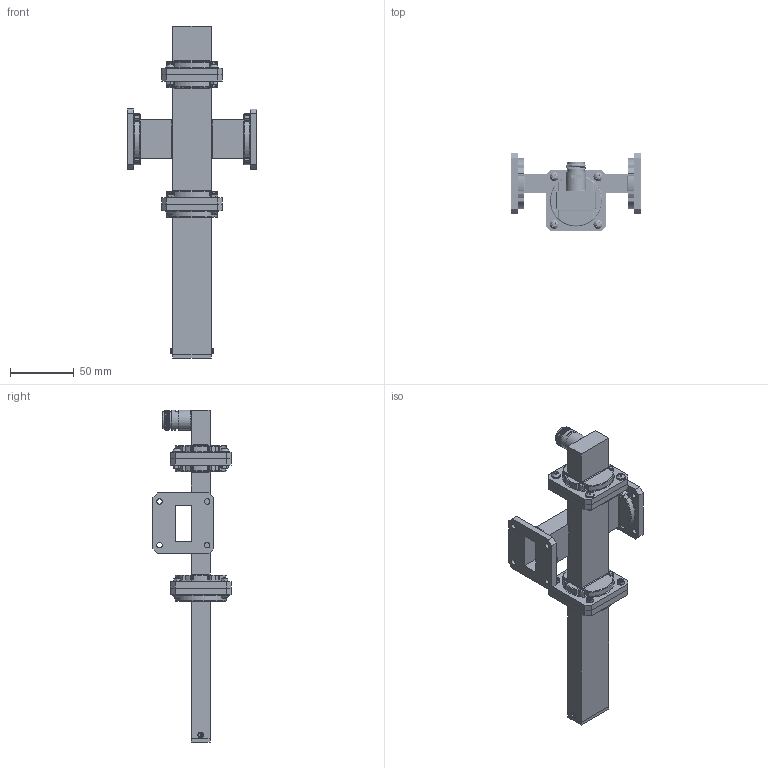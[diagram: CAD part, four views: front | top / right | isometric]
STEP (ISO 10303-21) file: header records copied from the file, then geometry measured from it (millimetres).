
FILE_DESCRIPTION (( 'STEP AP203' ), '1' );
FILE_NAME ('PEWCT1095_3D.step', '2022-01-28T22:40:52', ( '' ), ( '' ), 'SwSTEP 2.0', 'SolidWorks 2021', '' );
FILE_SCHEMA (( 'CONFIG_CONTROL_DESIGN' ));
Length unit declared in the file: inch
Products named in the file (10): Copy (2) of ^PEWCT1092_3D(2)_PEWCT1095; Copy (3) of ^PEWCT1092_3D(2)_PEWCT1095; Copy (4) of ^_PEWCT1092_3D(2)_PEWCT1095; Copy (3) of ^_PEWCT1092_3D(2)_PEWCT1095; ^PEWCT1092_3D(2)_PEWCT1095; PEWCT1092_3D(2)^PEWCT1095; ^_PEWCT1092_3D(2)_PEWCT1095; Copy (2) of ^_PEWCT1092_3D(2)_PEWCT1095; PEWCT1095_3D
Assembly tree (21 placements, depth 4):
  PEWCT1095_3D
    PEWCT1092_3D(2)^PEWCT1095
      ^PEWCT1092_3D(2)_PEWCT1095
        ^_PEWCT1092_3D(2)_PEWCT1095
        Copy (2) of ^_PEWCT1092_3D(2)_PEWCT1095  x4
        Copy (3) of ^_PEWCT1092_3D(2)_PEWCT1095  x4
        Copy (4) of ^_PEWCT1092_3D(2)_PEWCT1095
      ^PEWCT1092_3D(2)_PEWCT1095
      Copy (2) of ^PEWCT1092_3D(2)_PEWCT1095  x4
      Copy (3) of ^PEWCT1092_3D(2)_PEWCT1095  x4
Bounding box: 101.6 x 61.26 x 260.35 mm (x, y, z)
Volume: 112729.8 mm3; surface area: 95294.2 mm2
Topology: 20 solids, 20 shells, 1475 faces, 3643 edges, 2133 vertices
Faces by surface type: plane 506, cylinder 448, cone 260, torus 108, sphere 100, bspline 53
Full cylindrical faces by diameter (mm): 2.286 x1, 2.594 x32, 3 x32, 3.048 x2, 3.658 x4, 4.293 x20, 4.394 x2, 6.967 x8, 7.297 x8, 10.287 x1, 13.335 x2, 15.875 x2, 40.005 x1
Entity records: 39625 total; most frequent: CARTESIAN_POINT 15921, DIRECTION 4987, ORIENTED_EDGE 4374, EDGE_CURVE 2187, AXIS2_PLACEMENT_3D 2000, VERTEX_POINT 1319, EDGE_LOOP 1154, FACE_OUTER_BOUND 1055
